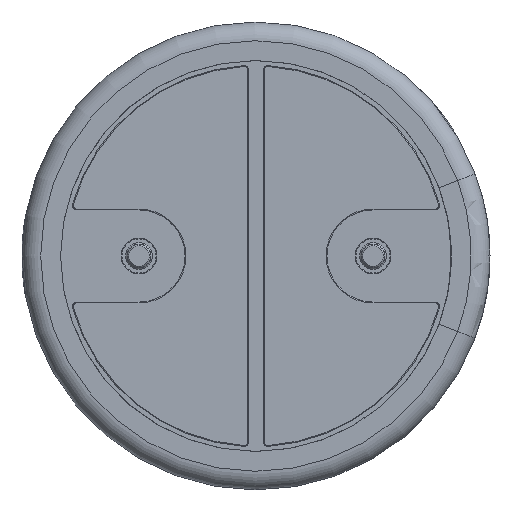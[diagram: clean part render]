
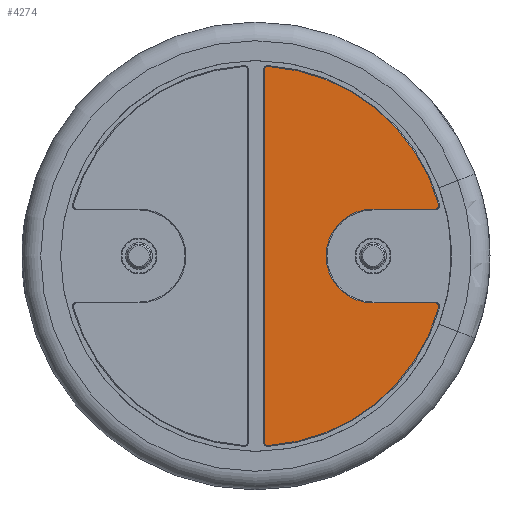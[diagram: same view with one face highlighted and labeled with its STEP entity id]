
A CAD part, front view. The second image highlights one B-rep face of the part: STEP entity #4274.
In plain terms, the highlighted planar face has unit normal (0, -1, 0).
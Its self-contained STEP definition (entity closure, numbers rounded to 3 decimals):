
#20=PLANE('',#4625);
#219=LINE('',#8311,#404);
#221=LINE('',#8335,#406);
#223=LINE('',#8347,#408);
#404=VECTOR('',#5326,10.);
#406=VECTOR('',#5356,10.);
#408=VECTOR('',#5370,10.);
#659=FACE_OUTER_BOUND('',#876,.T.);
#876=EDGE_LOOP('',(#3508,#3509,#3510,#3511,#3512,#3513,#3514,#3515,#3516,
#3517));
#1101=CIRCLE('',#4590,0.082);
#1104=CIRCLE('',#4595,0.082);
#1107=CIRCLE('',#4599,4.057);
#1110=CIRCLE('',#4603,0.082);
#1114=CIRCLE('',#4609,1.001);
#1118=CIRCLE('',#4615,0.082);
#1120=CIRCLE('',#4618,4.057);
#1856=VERTEX_POINT('',#8299);
#1859=VERTEX_POINT('',#8304);
#1861=VERTEX_POINT('',#8309);
#1863=VERTEX_POINT('',#8315);
#1865=VERTEX_POINT('',#8321);
#1867=VERTEX_POINT('',#8327);
#1869=VERTEX_POINT('',#8333);
#1871=VERTEX_POINT('',#8339);
#1873=VERTEX_POINT('',#8345);
#1875=VERTEX_POINT('',#8351);
#2419=EDGE_CURVE('',#1859,#1856,#1101,.T.);
#2421=EDGE_CURVE('',#1861,#1859,#219,.T.);
#2424=EDGE_CURVE('',#1863,#1861,#1104,.T.);
#2427=EDGE_CURVE('',#1865,#1863,#1107,.T.);
#2430=EDGE_CURVE('',#1867,#1865,#1110,.T.);
#2433=EDGE_CURVE('',#1869,#1867,#221,.T.);
#2436=EDGE_CURVE('',#1871,#1869,#1114,.T.);
#2439=EDGE_CURVE('',#1873,#1871,#223,.T.);
#2442=EDGE_CURVE('',#1875,#1873,#1118,.T.);
#2444=EDGE_CURVE('',#1856,#1875,#1120,.T.);
#3508=ORIENTED_EDGE('',*,*,#2419,.F.);
#3509=ORIENTED_EDGE('',*,*,#2421,.F.);
#3510=ORIENTED_EDGE('',*,*,#2424,.F.);
#3511=ORIENTED_EDGE('',*,*,#2427,.F.);
#3512=ORIENTED_EDGE('',*,*,#2430,.F.);
#3513=ORIENTED_EDGE('',*,*,#2433,.F.);
#3514=ORIENTED_EDGE('',*,*,#2436,.F.);
#3515=ORIENTED_EDGE('',*,*,#2439,.F.);
#3516=ORIENTED_EDGE('',*,*,#2442,.F.);
#3517=ORIENTED_EDGE('',*,*,#2444,.F.);
#4274=ADVANCED_FACE('',(#659),#20,.F.);
#4590=AXIS2_PLACEMENT_3D('',#8306,#5320,#5321);
#4595=AXIS2_PLACEMENT_3D('',#8317,#5332,#5333);
#4599=AXIS2_PLACEMENT_3D('',#8323,#5340,#5341);
#4603=AXIS2_PLACEMENT_3D('',#8329,#5348,#5349);
#4609=AXIS2_PLACEMENT_3D('',#8341,#5362,#5363);
#4615=AXIS2_PLACEMENT_3D('',#8353,#5376,#5377);
#4618=AXIS2_PLACEMENT_3D('',#8356,#5382,#5383);
#4625=AXIS2_PLACEMENT_3D('',#8369,#5402,#5403);
#5320=DIRECTION('center_axis',(0.,1.,0.));
#5321=DIRECTION('ref_axis',(-0.684,0.,0.729));
#5326=DIRECTION('',(0.,0.,1.));
#5332=DIRECTION('center_axis',(0.,1.,0.));
#5333=DIRECTION('ref_axis',(-0.684,0.,-0.729));
#5340=DIRECTION('center_axis',(0.,1.,0.));
#5341=DIRECTION('ref_axis',(0.628,0.,-0.778));
#5348=DIRECTION('center_axis',(0.,1.,0.));
#5349=DIRECTION('ref_axis',(0.798,0.,0.603));
#5356=DIRECTION('',(1.,0.,0.));
#5362=DIRECTION('center_axis',(0.,-1.,0.));
#5363=DIRECTION('ref_axis',(-1.,0.,0.));
#5370=DIRECTION('',(-1.,0.,0.));
#5376=DIRECTION('center_axis',(0.,1.,0.));
#5377=DIRECTION('ref_axis',(0.798,0.,-0.603));
#5382=DIRECTION('center_axis',(0.,1.,0.));
#5383=DIRECTION('ref_axis',(0.628,0.,0.778));
#5402=DIRECTION('center_axis',(0.,1.,0.));
#5403=DIRECTION('ref_axis',(0.,0.,1.));
#8299=CARTESIAN_POINT('',(0.26,-0.09,4.049));
#8304=CARTESIAN_POINT('',(0.173,-0.09,3.967));
#8306=CARTESIAN_POINT('Origin',(0.255,-0.09,3.967));
#8309=CARTESIAN_POINT('',(0.173,-0.09,-3.967));
#8311=CARTESIAN_POINT('',(0.173,-0.09,1.983));
#8315=CARTESIAN_POINT('',(0.26,-0.09,-4.049));
#8317=CARTESIAN_POINT('Origin',(0.255,-0.09,-3.967));
#8321=CARTESIAN_POINT('',(3.903,-0.09,-1.106));
#8323=CARTESIAN_POINT('Origin',(0.,-0.09,0.));
#8327=CARTESIAN_POINT('',(3.825,-0.09,-1.001));
#8329=CARTESIAN_POINT('Origin',(3.825,-0.09,-1.083));
#8333=CARTESIAN_POINT('',(2.5,-0.09,-1.001));
#8335=CARTESIAN_POINT('',(2.932,-0.09,-1.001));
#8339=CARTESIAN_POINT('',(2.5,-0.09,1.001));
#8341=CARTESIAN_POINT('Origin',(2.5,-0.09,0.));
#8345=CARTESIAN_POINT('',(3.825,-0.09,1.001));
#8347=CARTESIAN_POINT('',(2.27,-0.09,1.001));
#8351=CARTESIAN_POINT('',(3.903,-0.09,1.106));
#8353=CARTESIAN_POINT('Origin',(3.825,-0.09,1.083));
#8356=CARTESIAN_POINT('Origin',(0.,-0.09,0.));
#8369=CARTESIAN_POINT('Origin',(2.04,-0.09,0.));
